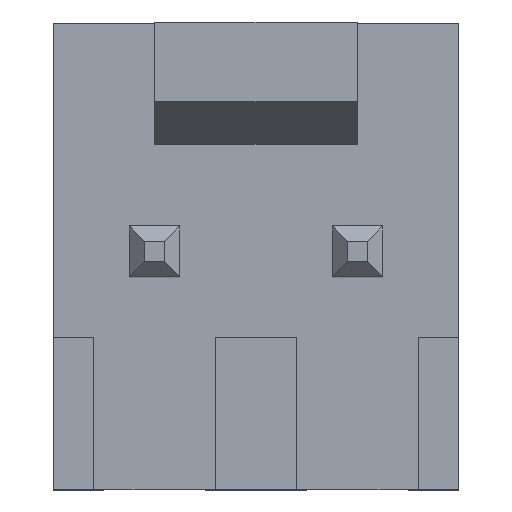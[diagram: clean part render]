
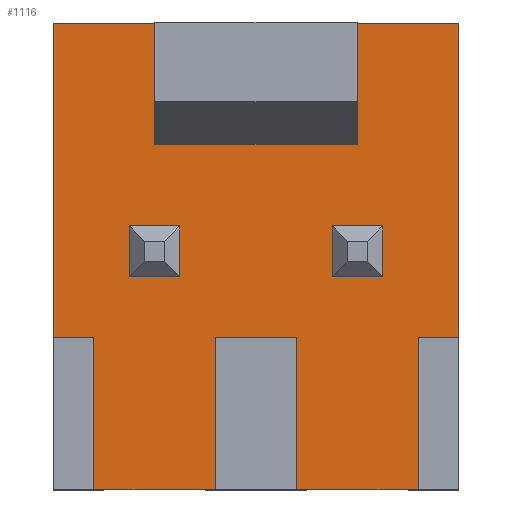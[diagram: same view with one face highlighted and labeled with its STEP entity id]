
A CAD part, top view. The second image highlights one B-rep face of the part: STEP entity #1116.
In plain terms, the highlighted planar face has unit normal (0, 0, 1).
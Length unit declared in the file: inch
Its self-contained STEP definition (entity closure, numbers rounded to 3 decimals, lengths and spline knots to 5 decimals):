
#14=FACE_BOUND('',#94,.T.);
#15=FACE_BOUND('',#95,.T.);
#33=FACE_OUTER_BOUND('',#93,.T.);
#93=EDGE_LOOP('',(#766,#767,#768,#769,#770,#771,#772,#773,#774,#775,#776,
#777,#778,#779,#780,#781));
#94=EDGE_LOOP('',(#782,#783,#784,#785));
#95=EDGE_LOOP('',(#786,#787,#788,#789));
#155=LINE('',#1540,#309);
#158=LINE('',#1545,#312);
#172=LINE('',#1575,#326);
#175=LINE('',#1580,#329);
#181=LINE('',#1594,#335);
#182=LINE('',#1597,#336);
#183=LINE('',#1599,#337);
#184=LINE('',#1601,#338);
#185=LINE('',#1603,#339);
#186=LINE('',#1605,#340);
#187=LINE('',#1607,#341);
#188=LINE('',#1609,#342);
#189=LINE('',#1611,#343);
#190=LINE('',#1613,#344);
#191=LINE('',#1615,#345);
#192=LINE('',#1617,#346);
#193=LINE('',#1619,#347);
#194=LINE('',#1621,#348);
#195=LINE('',#1623,#349);
#196=LINE('',#1624,#350);
#197=LINE('',#1626,#351);
#198=LINE('',#1627,#352);
#199=LINE('',#1629,#353);
#200=LINE('',#1630,#354);
#309=VECTOR('',#1260,39.37008);
#312=VECTOR('',#1265,39.37008);
#326=VECTOR('',#1291,39.37008);
#329=VECTOR('',#1296,39.37008);
#335=VECTOR('',#1306,39.37008);
#336=VECTOR('',#1309,39.37008);
#337=VECTOR('',#1310,39.37008);
#338=VECTOR('',#1311,39.37008);
#339=VECTOR('',#1312,39.37008);
#340=VECTOR('',#1313,39.37008);
#341=VECTOR('',#1314,39.37008);
#342=VECTOR('',#1315,39.37008);
#343=VECTOR('',#1316,39.37008);
#344=VECTOR('',#1317,39.37008);
#345=VECTOR('',#1318,39.37008);
#346=VECTOR('',#1319,39.37008);
#347=VECTOR('',#1320,39.37008);
#348=VECTOR('',#1321,39.37008);
#349=VECTOR('',#1322,39.37008);
#350=VECTOR('',#1323,39.37008);
#351=VECTOR('',#1324,39.37008);
#352=VECTOR('',#1325,39.37008);
#353=VECTOR('',#1326,39.37008);
#354=VECTOR('',#1327,39.37008);
#458=VERTEX_POINT('',#1537);
#459=VERTEX_POINT('',#1539);
#460=VERTEX_POINT('',#1543);
#469=VERTEX_POINT('',#1572);
#470=VERTEX_POINT('',#1574);
#471=VERTEX_POINT('',#1578);
#473=VERTEX_POINT('',#1584);
#477=VERTEX_POINT('',#1592);
#478=VERTEX_POINT('',#1596);
#479=VERTEX_POINT('',#1598);
#480=VERTEX_POINT('',#1600);
#481=VERTEX_POINT('',#1602);
#482=VERTEX_POINT('',#1604);
#483=VERTEX_POINT('',#1606);
#484=VERTEX_POINT('',#1608);
#485=VERTEX_POINT('',#1610);
#486=VERTEX_POINT('',#1612);
#487=VERTEX_POINT('',#1614);
#488=VERTEX_POINT('',#1616);
#489=VERTEX_POINT('',#1618);
#490=VERTEX_POINT('',#1620);
#491=VERTEX_POINT('',#1622);
#492=VERTEX_POINT('',#1625);
#493=VERTEX_POINT('',#1628);
#563=EDGE_CURVE('',#458,#459,#155,.T.);
#566=EDGE_CURVE('',#458,#460,#158,.T.);
#580=EDGE_CURVE('',#469,#470,#172,.T.);
#583=EDGE_CURVE('',#469,#471,#175,.T.);
#589=EDGE_CURVE('',#473,#477,#181,.T.);
#590=EDGE_CURVE('',#478,#473,#182,.T.);
#591=EDGE_CURVE('',#477,#479,#183,.T.);
#592=EDGE_CURVE('',#479,#480,#184,.T.);
#593=EDGE_CURVE('',#480,#481,#185,.T.);
#594=EDGE_CURVE('',#481,#482,#186,.T.);
#595=EDGE_CURVE('',#482,#483,#187,.T.);
#596=EDGE_CURVE('',#483,#484,#188,.T.);
#597=EDGE_CURVE('',#484,#485,#189,.T.);
#598=EDGE_CURVE('',#485,#486,#190,.T.);
#599=EDGE_CURVE('',#486,#487,#191,.T.);
#600=EDGE_CURVE('',#487,#488,#192,.T.);
#601=EDGE_CURVE('',#488,#489,#193,.T.);
#602=EDGE_CURVE('',#490,#489,#194,.T.);
#603=EDGE_CURVE('',#490,#491,#195,.T.);
#604=EDGE_CURVE('',#491,#478,#196,.T.);
#605=EDGE_CURVE('',#471,#492,#197,.T.);
#606=EDGE_CURVE('',#470,#492,#198,.T.);
#607=EDGE_CURVE('',#460,#493,#199,.T.);
#608=EDGE_CURVE('',#459,#493,#200,.T.);
#766=ORIENTED_EDGE('',*,*,#590,.T.);
#767=ORIENTED_EDGE('',*,*,#589,.T.);
#768=ORIENTED_EDGE('',*,*,#591,.T.);
#769=ORIENTED_EDGE('',*,*,#592,.T.);
#770=ORIENTED_EDGE('',*,*,#593,.T.);
#771=ORIENTED_EDGE('',*,*,#594,.T.);
#772=ORIENTED_EDGE('',*,*,#595,.T.);
#773=ORIENTED_EDGE('',*,*,#596,.T.);
#774=ORIENTED_EDGE('',*,*,#597,.T.);
#775=ORIENTED_EDGE('',*,*,#598,.T.);
#776=ORIENTED_EDGE('',*,*,#599,.T.);
#777=ORIENTED_EDGE('',*,*,#600,.T.);
#778=ORIENTED_EDGE('',*,*,#601,.T.);
#779=ORIENTED_EDGE('',*,*,#602,.F.);
#780=ORIENTED_EDGE('',*,*,#603,.T.);
#781=ORIENTED_EDGE('',*,*,#604,.T.);
#782=ORIENTED_EDGE('',*,*,#580,.F.);
#783=ORIENTED_EDGE('',*,*,#583,.T.);
#784=ORIENTED_EDGE('',*,*,#605,.T.);
#785=ORIENTED_EDGE('',*,*,#606,.F.);
#786=ORIENTED_EDGE('',*,*,#563,.F.);
#787=ORIENTED_EDGE('',*,*,#566,.T.);
#788=ORIENTED_EDGE('',*,*,#607,.T.);
#789=ORIENTED_EDGE('',*,*,#608,.F.);
#1027=PLANE('',#1190);
#1116=ADVANCED_FACE('',(#33,#14,#15),#1027,.T.);
#1190=AXIS2_PLACEMENT_3D('',#1595,#1307,#1308);
#1260=DIRECTION('',(0.,1.,0.));
#1265=DIRECTION('',(-1.,0.,0.));
#1291=DIRECTION('',(0.,-1.,0.));
#1296=DIRECTION('',(1.,0.,0.));
#1306=DIRECTION('',(0.,-1.,0.));
#1307=DIRECTION('center_axis',(0.,0.,1.));
#1308=DIRECTION('ref_axis',(0.,-1.,0.));
#1309=DIRECTION('',(-1.,0.,0.));
#1310=DIRECTION('',(1.,0.,0.));
#1311=DIRECTION('',(0.,-1.,0.));
#1312=DIRECTION('',(1.,0.,0.));
#1313=DIRECTION('',(0.,1.,0.));
#1314=DIRECTION('',(1.,0.,0.));
#1315=DIRECTION('',(0.,-1.,0.));
#1316=DIRECTION('',(1.,0.,0.));
#1317=DIRECTION('',(0.,1.,0.));
#1318=DIRECTION('',(1.,0.,0.));
#1319=DIRECTION('',(0.,1.,0.));
#1320=DIRECTION('',(-1.,0.,0.));
#1321=DIRECTION('',(0.,1.,0.));
#1322=DIRECTION('',(-1.,0.,0.));
#1323=DIRECTION('',(0.,1.,0.));
#1324=DIRECTION('',(0.,-1.,0.));
#1325=DIRECTION('',(1.,0.,0.));
#1326=DIRECTION('',(0.,1.,0.));
#1327=DIRECTION('',(-1.,0.,0.));
#1537=CARTESIAN_POINT('',(0.0625,-0.013,0.125));
#1539=CARTESIAN_POINT('',(0.0625,0.012,0.125));
#1540=CARTESIAN_POINT('',(0.0625,-0.0005,0.125));
#1543=CARTESIAN_POINT('',(0.0375,-0.013,0.125));
#1545=CARTESIAN_POINT('',(0.,-0.013,0.125));
#1572=CARTESIAN_POINT('',(-0.0625,0.012,0.125));
#1574=CARTESIAN_POINT('',(-0.0625,-0.013,0.125));
#1575=CARTESIAN_POINT('',(-0.0625,-0.0005,0.125));
#1578=CARTESIAN_POINT('',(-0.0375,0.012,0.125));
#1580=CARTESIAN_POINT('',(0.,0.012,0.125));
#1584=CARTESIAN_POINT('',(-0.1,0.1125,0.125));
#1592=CARTESIAN_POINT('',(-0.1,-0.0425,0.125));
#1594=CARTESIAN_POINT('',(-0.1,-0.0025,0.125));
#1595=CARTESIAN_POINT('Origin',(-0.104,0.1171,0.125));
#1596=CARTESIAN_POINT('',(-0.05,0.1125,0.125));
#1597=CARTESIAN_POINT('',(0.,0.1125,0.125));
#1598=CARTESIAN_POINT('',(-0.08,-0.0425,0.125));
#1599=CARTESIAN_POINT('',(0.,-0.0425,0.125));
#1600=CARTESIAN_POINT('',(-0.08,-0.1175,0.125));
#1601=CARTESIAN_POINT('',(-0.08,-0.0025,0.125));
#1602=CARTESIAN_POINT('',(-0.02,-0.1175,0.125));
#1603=CARTESIAN_POINT('',(0.,-0.1175,0.125));
#1604=CARTESIAN_POINT('',(-0.02,-0.0425,0.125));
#1605=CARTESIAN_POINT('',(-0.02,-0.0025,0.125));
#1606=CARTESIAN_POINT('',(0.02,-0.0425,0.125));
#1607=CARTESIAN_POINT('',(0.,-0.0425,0.125));
#1608=CARTESIAN_POINT('',(0.02,-0.1175,0.125));
#1609=CARTESIAN_POINT('',(0.02,-0.0025,0.125));
#1610=CARTESIAN_POINT('',(0.08,-0.1175,0.125));
#1611=CARTESIAN_POINT('',(0.,-0.1175,0.125));
#1612=CARTESIAN_POINT('',(0.08,-0.0425,0.125));
#1613=CARTESIAN_POINT('',(0.08,-0.0025,0.125));
#1614=CARTESIAN_POINT('',(0.1,-0.0425,0.125));
#1615=CARTESIAN_POINT('',(0.,-0.0425,0.125));
#1616=CARTESIAN_POINT('',(0.1,0.1125,0.125));
#1617=CARTESIAN_POINT('',(0.1,-0.0025,0.125));
#1618=CARTESIAN_POINT('',(0.05,0.1125,0.125));
#1619=CARTESIAN_POINT('',(0.,0.1125,0.125));
#1620=CARTESIAN_POINT('',(0.05,0.0735,0.125));
#1621=CARTESIAN_POINT('',(0.05,0.0825,0.125));
#1622=CARTESIAN_POINT('',(-0.05,0.0735,0.125));
#1623=CARTESIAN_POINT('',(0.,0.0735,0.125));
#1624=CARTESIAN_POINT('',(-0.05,0.0825,0.125));
#1625=CARTESIAN_POINT('',(-0.0375,-0.013,0.125));
#1626=CARTESIAN_POINT('',(-0.0375,-0.0005,0.125));
#1627=CARTESIAN_POINT('',(-0.05,-0.013,0.125));
#1628=CARTESIAN_POINT('',(0.0375,0.012,0.125));
#1629=CARTESIAN_POINT('',(0.0375,-0.0005,0.125));
#1630=CARTESIAN_POINT('',(0.05,0.012,0.125));
